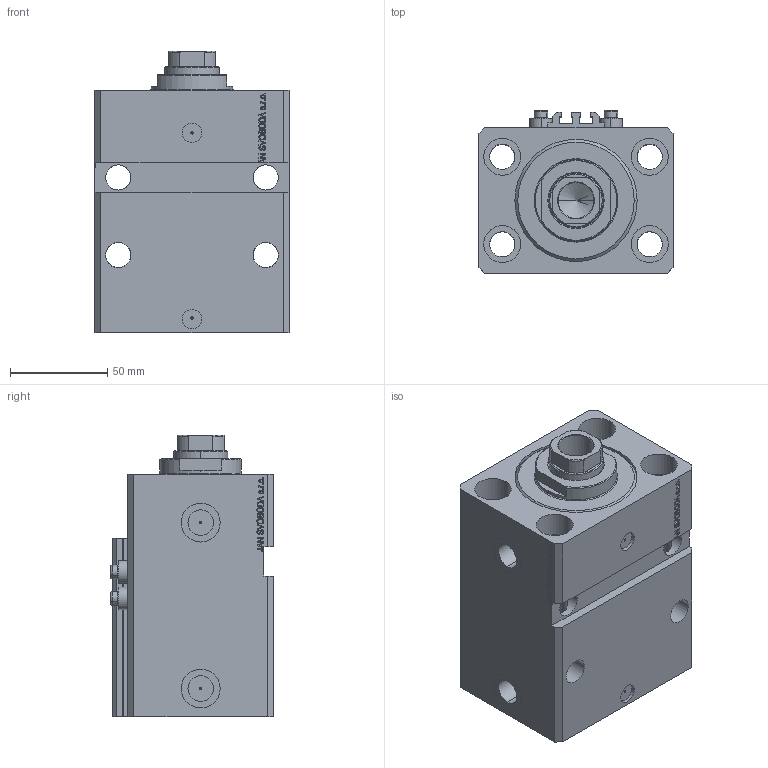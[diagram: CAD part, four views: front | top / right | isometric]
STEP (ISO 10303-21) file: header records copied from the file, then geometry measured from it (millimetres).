
FILE_DESCRIPTION (( 'STEP AP203' ), '1' );
FILE_NAME ('2762.STEP', '2024-02-23T08:49:40', ( '' ), ( '' ), 'SwSTEP 2.0', 'SolidWorks 2019', '' );
FILE_SCHEMA (( 'CONFIG_CONTROL_DESIGN' ));
Length unit declared in the file: millimetre
Products named in the file (5): V250CE_VC_E a5fbcd76371b1d3a9f502a00d77f65ef; 2762; V250CE_C_VCP a5fbcd76371b1d3a9f502a00d77f65ef; ALLEN BOLT V250CE a5fbcd76371b1d3a9f502a00d77f65ef; V250CE_E_Body a5fbcd76371b1d3a9f502a00d77f65ef
Assembly tree (7 placements, depth 2):
  2762
    V250CE_E_Body a5fbcd76371b1d3a9f502a00d77f65ef
    ALLEN BOLT V250CE a5fbcd76371b1d3a9f502a00d77f65ef  x4
    V250CE_C_VCP a5fbcd76371b1d3a9f502a00d77f65ef
    V250CE_VC_E a5fbcd76371b1d3a9f502a00d77f65ef
Bounding box: 100 x 84 x 145 mm (x, y, z)
Volume: 765183.8 mm3; surface area: 151525.8 mm2
Topology: 8 solids, 8 shells, 1124 faces, 2818 edges, 1819 vertices
Faces by surface type: plane 539, bspline 357, cylinder 158, cone 56, torus 14
Entity records: 48714 total; most frequent: CARTESIAN_POINT 25171, ORIENTED_EDGE 5326, DIRECTION 3537, EDGE_CURVE 2663, VERTEX_POINT 1735, VECTOR 1623, LINE 1623, EDGE_LOOP 1192
